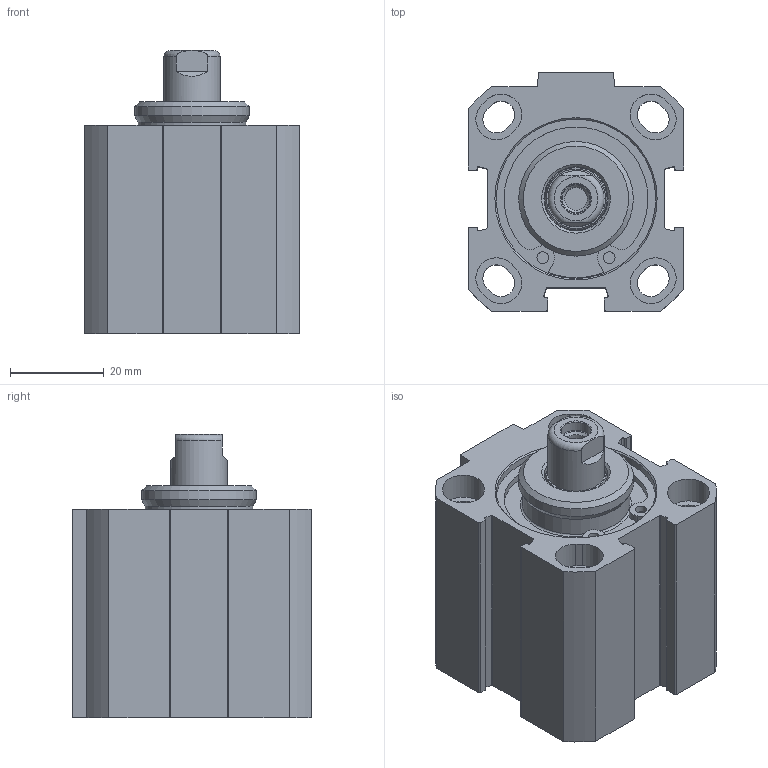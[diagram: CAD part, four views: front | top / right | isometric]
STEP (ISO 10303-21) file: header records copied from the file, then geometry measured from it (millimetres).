
FILE_DESCRIPTION((''),'2;1');
FILE_NAME('FSEM032.005.GS.F.stp','2014-07-01T11:45:41',('carlo.corazza'),(''),'Autodesk Inventor 2012','Autodesk Inventor 2012','');
FILE_SCHEMA(('AUTOMOTIVE_DESIGN { 1 0 10303 214 1 1 1 1 }'));
Length unit declared in the file: millimetre
Products named in the file (5): FSEM032..GS.F; CORPO-005; TA; TP; STELO-005
Assembly tree (4 placements, depth 2):
  FSEM032..GS.F
    CORPO-005
    TA
    TP
    STELO-005
Bounding box: 46 x 51 x 60.5 mm (x, y, z)
Volume: 53419.5 mm3; surface area: 29215.7 mm2
Topology: 4 solids, 4 shells, 234 faces, 564 edges, 361 vertices
Faces by surface type: plane 101, cylinder 92, cone 30, torus 11
Full cylindrical faces by diameter (mm): 1.6 x2, 2.5 x4, 4.917 x1, 6.25 x1, 8.566 x2, 12 x1, 12.54 x1, 13.7 x1, 14 x1, 16.32 x1, 16.5 x1, 23 x2, 24.5 x1, 32 x1, 33.7 x4, 34.1 x2, 35.8 x2
Entity records: 6929 total; most frequent: CARTESIAN_POINT 1201, DIRECTION 1190, ORIENTED_EDGE 970, EDGE_CURVE 485, AXIS2_PLACEMENT_3D 468, VERTEX_POINT 351, EDGE_LOOP 344, VECTOR 254
